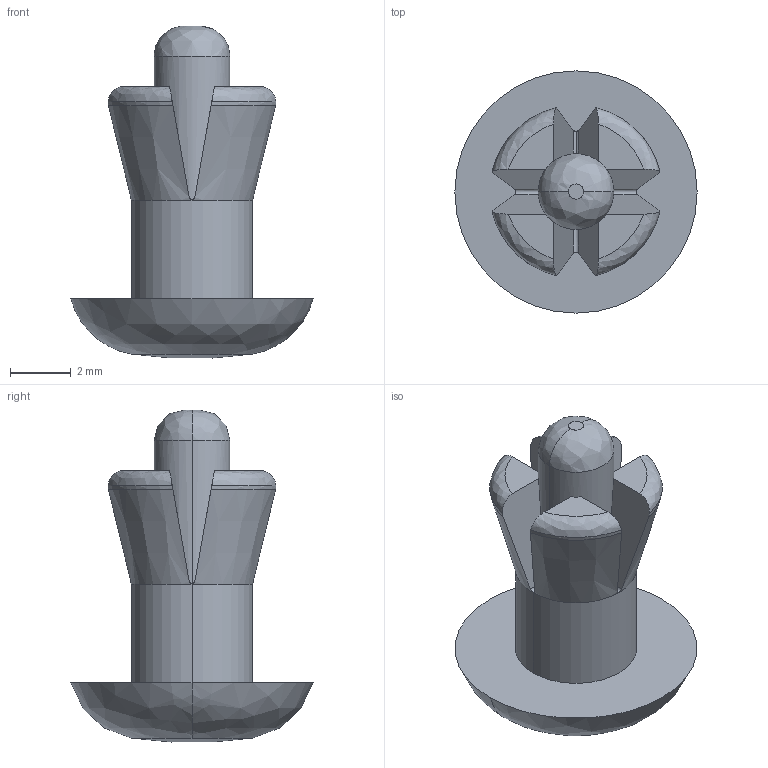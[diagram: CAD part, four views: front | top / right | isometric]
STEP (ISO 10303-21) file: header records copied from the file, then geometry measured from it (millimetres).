
FILE_DESCRIPTION (( 'STEP AP214' ), '1' );
FILE_NAME ('11-6070.STEP', '2025-11-27T17:37:58', ( '' ), ( '' ), 'SwSTEP 2.0', 'SolidWorks 2025', '' );
FILE_SCHEMA (( 'AUTOMOTIVE_DESIGN' ));
Length unit declared in the file: millimetre
Products named in the file (1): 11-6070
Bounding box: 8 x 8 x 10.96 mm (x, y, z)
Volume: 174.6 mm3; surface area: 272.7 mm2
Topology: 1 solids, 1 shells, 38 faces, 101 edges, 66 vertices
Faces by surface type: plane 14, bspline 13, cylinder 9, cone 2
Entity records: 1531 total; most frequent: CARTESIAN_POINT 705, ORIENTED_EDGE 202, DIRECTION 127, EDGE_CURVE 101, VERTEX_POINT 66, AXIS2_PLACEMENT_3D 52, EDGE_LOOP 39, FACE_OUTER_BOUND 38
